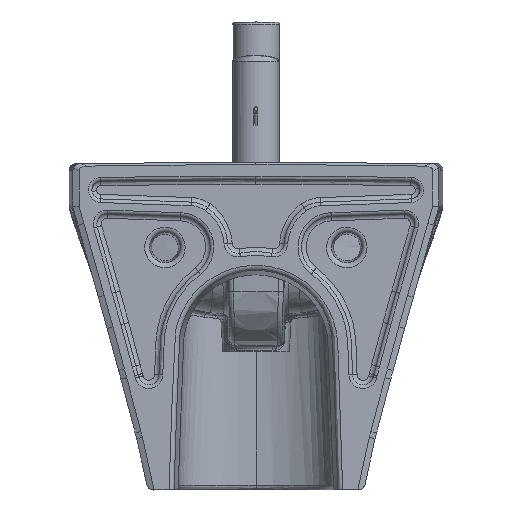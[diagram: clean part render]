
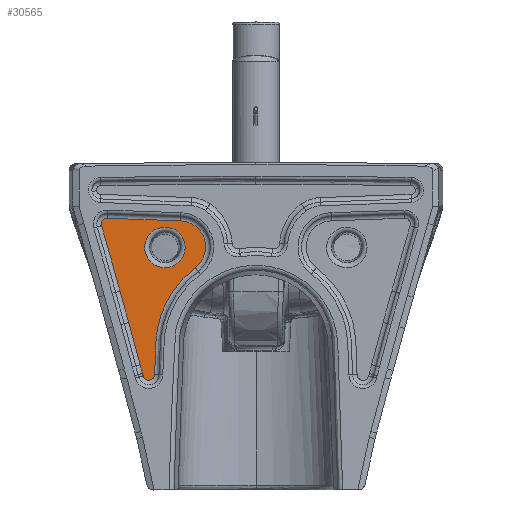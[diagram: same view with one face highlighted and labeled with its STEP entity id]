
A CAD part, left-side view. The second image highlights one B-rep face of the part: STEP entity #30565.
In plain terms, the highlighted planar face has unit normal (-1, 0.001, 0).
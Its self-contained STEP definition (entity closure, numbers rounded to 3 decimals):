
#25585=CARTESIAN_POINT('',(5.,114.568,-198.961));
#25586=VERTEX_POINT('',#25585);
#25594=CARTESIAN_POINT('',(5.0,125.924,-157.137));
#25595=VERTEX_POINT('',#25594);
#25596=CARTESIAN_POINT('',(5.0,9792.194,-2804.346));
#25597=DIRECTION('',(-1.0,0.0,0.0));
#25598=DIRECTION('',(0.0,1.0,0.0));
#25599=AXIS2_PLACEMENT_3D('',#25596,#25597,#25598);
#25600=CIRCLE('',#25599,10022.2);
#25601=EDGE_CURVE('',#25586,#25595,#25600,.T.);
#25620=CARTESIAN_POINT('',(5.0,134.46,-126.163));
#25621=VERTEX_POINT('',#25620);
#25622=CARTESIAN_POINT('',(5.0,9792.195,-2804.346));
#25623=DIRECTION('',(-1.0,0.0,0.0));
#25624=DIRECTION('',(0.0,1.0,0.0));
#25625=AXIS2_PLACEMENT_3D('',#25622,#25623,#25624);
#25626=CIRCLE('',#25625,10022.2);
#25627=EDGE_CURVE('',#25595,#25621,#25626,.T.);
#25646=CARTESIAN_POINT('',(5.0,152.634,-61.469));
#25647=VERTEX_POINT('',#25646);
#25648=CARTESIAN_POINT('',(5.0,9792.203,-2804.348));
#25649=DIRECTION('',(-1.0,0.0,0.0));
#25650=DIRECTION('',(0.0,1.0,0.0));
#25651=AXIS2_PLACEMENT_3D('',#25648,#25649,#25650);
#25652=CIRCLE('',#25651,10022.209);
#25653=EDGE_CURVE('',#25621,#25647,#25652,.T.);
#25672=CARTESIAN_POINT('',(5.0,146.849,-54.079));
#25673=VERTEX_POINT('',#25672);
#25674=CARTESIAN_POINT('',(5.0,147.052,-59.88));
#25675=DIRECTION('',(-1.0,0.0,0.0));
#25676=DIRECTION('',(0.0,1.0,0.0));
#25677=AXIS2_PLACEMENT_3D('',#25674,#25675,#25676);
#25678=CIRCLE('',#25677,5.805);
#25679=EDGE_CURVE('',#25647,#25673,#25678,.F.);
#25698=CARTESIAN_POINT('',(5.0,74.605,-56.602));
#25699=VERTEX_POINT('',#25698);
#25700=CARTESIAN_POINT('',(5.0,74.605,-56.602));
#25701=DIRECTION('',(0.0,0.999,0.035));
#25702=VECTOR('',#25701,72.288);
#25703=LINE('',#25700,#25702);
#25704=EDGE_CURVE('',#25673,#25699,#25703,.F.);
#25723=CARTESIAN_POINT('',(5.,59.913,-102.952));
#25724=VERTEX_POINT('',#25723);
#25725=CARTESIAN_POINT('',(5.0,75.505,-82.391));
#25726=DIRECTION('',(-1.0,0.0,0.0));
#25727=DIRECTION('',(0.0,1.0,0.0));
#25728=AXIS2_PLACEMENT_3D('',#25725,#25726,#25727);
#25729=CIRCLE('',#25728,25.805);
#25730=EDGE_CURVE('',#25699,#25724,#25729,.F.);
#25997=CARTESIAN_POINT('',(5.0,100.157,-208.838));
#25998=VERTEX_POINT('',#25997);
#25999=CARTESIAN_POINT('',(5.,59.913,-102.952));
#26000=CARTESIAN_POINT('',(5.,70.932,-111.308));
#26001=CARTESIAN_POINT('',(5.,80.171,-121.996));
#26002=CARTESIAN_POINT('',(5.0,86.843,-134.102));
#26003=CARTESIAN_POINT('',(5.0,88.311,-136.767));
#26004=CARTESIAN_POINT('',(5.0,89.657,-139.5));
#26005=CARTESIAN_POINT('',(5.0,90.875,-142.289));
#26006=CARTESIAN_POINT('',(5.0,93.331,-147.914));
#26007=CARTESIAN_POINT('',(5.0,95.264,-153.768));
#26008=CARTESIAN_POINT('',(5.0,96.638,-159.746));
#26009=CARTESIAN_POINT('',(5.0,96.981,-161.238));
#26010=CARTESIAN_POINT('',(5.0,97.29,-162.738));
#26011=CARTESIAN_POINT('',(5.0,97.563,-164.246));
#26012=CARTESIAN_POINT('',(5.0,98.109,-167.25));
#26013=CARTESIAN_POINT('',(5.0,98.516,-170.304));
#26014=CARTESIAN_POINT('',(5.0,98.775,-173.336));
#26015=CARTESIAN_POINT('',(5.0,98.839,-174.078));
#26016=CARTESIAN_POINT('',(5.0,98.894,-174.827));
#26017=CARTESIAN_POINT('',(5.0,98.941,-175.558));
#26018=CARTESIAN_POINT('',(5.0,99.009,-176.614));
#26019=CARTESIAN_POINT('',(5.0,99.061,-177.642));
#26020=CARTESIAN_POINT('',(5.0,99.103,-178.644));
#26021=CARTESIAN_POINT('',(5.0,99.146,-179.645));
#26022=CARTESIAN_POINT('',(5.0,99.18,-180.624));
#26023=CARTESIAN_POINT('',(5.0,99.213,-181.614));
#26024=CARTESIAN_POINT('',(5.0,99.227,-182.023));
#26025=CARTESIAN_POINT('',(5.0,99.242,-182.491));
#26026=CARTESIAN_POINT('',(5.0,99.256,-182.909));
#26027=CARTESIAN_POINT('',(5.0,99.295,-184.065));
#26028=CARTESIAN_POINT('',(5.0,99.339,-185.359));
#26029=CARTESIAN_POINT('',(5.0,99.38,-186.551));
#26030=CARTESIAN_POINT('',(5.0,99.399,-187.079));
#26031=CARTESIAN_POINT('',(5.0,99.415,-187.554));
#26032=CARTESIAN_POINT('',(5.0,99.433,-188.06));
#26033=CARTESIAN_POINT('',(5.0,99.5,-189.982));
#26034=CARTESIAN_POINT('',(5.0,99.563,-191.806));
#26035=CARTESIAN_POINT('',(5.0,99.627,-193.639));
#26036=CARTESIAN_POINT('',(5.0,99.803,-198.705));
#26037=CARTESIAN_POINT('',(5.0,99.98,-203.771));
#26038=CARTESIAN_POINT('',(5.0,100.157,-208.838));
#26039=B_SPLINE_CURVE_WITH_KNOTS('',3,(#25999,#26000,#26001,#26002,#26003,#26004,#26005,#26006,#26007,#26008,#26009,#26010,#26011,#26012,#26013,#26014,#26015,#26016,#26017,#26018,#26019,#26020,#26021,#26022,#26023,#26024,#26025,#26026,#26027,#26028,#26029,#26030,#26031,#26032,#26033,#26034,#26035,#26036,#26037,#26038),.UNSPECIFIED.,.F.,.U.,(4,3,3,3,3,3,3,3,3,3,3,3,3,4),(72.107,111.804,120.542,138.168,142.568,151.332,153.478,156.579,159.681,160.961,164.499,166.067,172.024,188.488),.UNSPECIFIED.);
#26040=EDGE_CURVE('',#25724,#25998,#26039,.T.);
#26061=CARTESIAN_POINT('',(5.0,111.564,-210.139));
#26062=VERTEX_POINT('',#26061);
#26063=CARTESIAN_POINT('',(5.0,105.958,-208.635));
#26064=DIRECTION('',(-1.0,0.0,0.0));
#26065=DIRECTION('',(0.0,1.0,0.0));
#26066=AXIS2_PLACEMENT_3D('',#26063,#26064,#26065);
#26067=CIRCLE('',#26066,5.805);
#26068=EDGE_CURVE('',#25998,#26062,#26067,.F.);
#26087=CARTESIAN_POINT('',(5.,112.213,-207.72));
#26088=VERTEX_POINT('',#26087);
#26089=CARTESIAN_POINT('',(5.0,11723.435,-3324.269));
#26090=DIRECTION('',(-1.0,0.0,0.0));
#26091=DIRECTION('',(0.0,1.0,0.0));
#26092=AXIS2_PLACEMENT_3D('',#26089,#26090,#26091);
#26093=CIRCLE('',#26092,12022.202);
#26094=EDGE_CURVE('',#26062,#26088,#26093,.T.);
#26113=CARTESIAN_POINT('',(5.0,112.213,-207.72));
#26114=DIRECTION('',(0.0,0.26,0.966));
#26115=VECTOR('',#26114,9.07);
#26116=LINE('',#26113,#26115);
#26117=EDGE_CURVE('',#26088,#25586,#26116,.T.);
#30537=CARTESIAN_POINT('',(5.0,0.0,0.0));
#30538=DIRECTION('',(-1.0,0.0,0.0));
#30539=DIRECTION('',(0.0,0.0,1.0));
#30540=AXIS2_PLACEMENT_3D('',#30537,#30538,#30539);
#30541=PLANE('',#30540);
#30542=ORIENTED_EDGE('',*,*,#26040,.F.);
#30543=ORIENTED_EDGE('',*,*,#25730,.F.);
#30544=ORIENTED_EDGE('',*,*,#25704,.F.);
#30545=ORIENTED_EDGE('',*,*,#25679,.F.);
#30546=ORIENTED_EDGE('',*,*,#25653,.F.);
#30547=ORIENTED_EDGE('',*,*,#25627,.F.);
#30548=ORIENTED_EDGE('',*,*,#25601,.F.);
#30549=ORIENTED_EDGE('',*,*,#26117,.F.);
#30550=ORIENTED_EDGE('',*,*,#26094,.F.);
#30551=ORIENTED_EDGE('',*,*,#26068,.F.);
#30552=EDGE_LOOP('',(#30542,#30543,#30544,#30545,#30546,#30547,#30548,#30549,#30550,#30551));
#30553=FACE_OUTER_BOUND('',#30552,.T.);
#30554=CARTESIAN_POINT('',(5.0,107.584,-73.394));
#30555=VERTEX_POINT('',#30554);
#30556=CARTESIAN_POINT('',(5.0,90.,-83.));
#30557=DIRECTION('',(-1.0,0.0,0.0));
#30558=DIRECTION('',(0.0,1.0,0.0));
#30559=AXIS2_PLACEMENT_3D('',#30556,#30557,#30558);
#30560=CIRCLE('',#30559,20.037);
#30561=EDGE_CURVE('',#30555,#30555,#30560,.T.);
#30562=ORIENTED_EDGE('',*,*,#30561,.F.);
#30563=EDGE_LOOP('',(#30562));
#30564=FACE_BOUND('',#30563,.T.);
#30565=ADVANCED_FACE('',(#30553,#30564),#30541,.T.);
